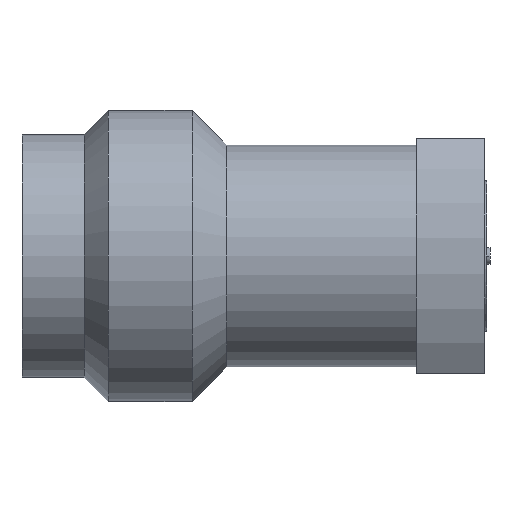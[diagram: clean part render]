
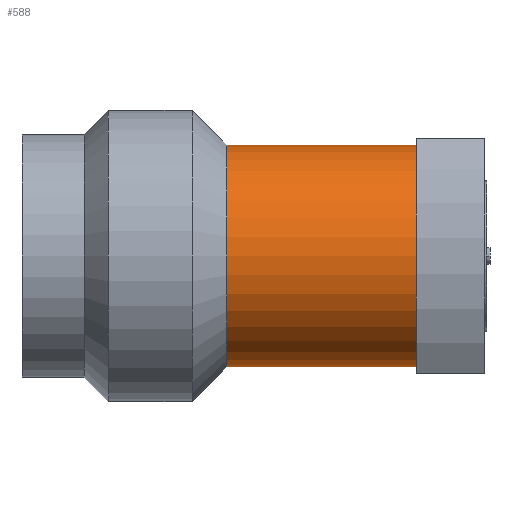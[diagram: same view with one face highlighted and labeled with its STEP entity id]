
A CAD part, front view. The second image highlights one B-rep face of the part: STEP entity #588.
In plain terms, the highlighted cylindrical face has radius 2.667 mm (diameter 5.334 mm), a partial arc.
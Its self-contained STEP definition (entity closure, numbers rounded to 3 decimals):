
#32 = CARTESIAN_POINT ( 'NONE',  ( 9.474, 0., -2.667 ) ) ;
#49 = CARTESIAN_POINT ( 'NONE',  ( 4.928, 0., 0. ) ) ;
#154 = CARTESIAN_POINT ( 'NONE',  ( 9.474, 0., 2.667 ) ) ;
#166 = DIRECTION ( 'NONE',  ( 0., 0., 1. ) ) ;
#180 = LINE ( 'NONE', #183, #1281 ) ;
#183 = CARTESIAN_POINT ( 'NONE',  ( 0., 0., 2.667 ) ) ;
#208 = EDGE_CURVE ( 'NONE', #1191, #585, #1366, .T. ) ;
#221 = ORIENTED_EDGE ( 'NONE', *, *, #208, .F. ) ;
#287 = CIRCLE ( 'NONE', #820, 2.667 ) ;
#307 = EDGE_LOOP ( 'NONE', ( #221, #1335, #865, #1037 ) ) ;
#316 = VERTEX_POINT ( 'NONE', #614 ) ;
#336 = EDGE_CURVE ( 'NONE', #1191, #846, #287, .T. ) ;
#345 = AXIS2_PLACEMENT_3D ( 'NONE', #49, #848, #166 ) ;
#422 = CARTESIAN_POINT ( 'NONE',  ( 0., 0., -2.667 ) ) ;
#434 = DIRECTION ( 'NONE',  ( -1., 0., 0. ) ) ;
#464 = CARTESIAN_POINT ( 'NONE',  ( 4.928, 0., -2.667 ) ) ;
#585 = VERTEX_POINT ( 'NONE', #464 ) ;
#588 = ADVANCED_FACE ( 'NONE', ( #883 ), #1278, .T. ) ;
#614 = CARTESIAN_POINT ( 'NONE',  ( 4.928, 0., 2.667 ) ) ;
#648 = DIRECTION ( 'NONE',  ( -1., 0., 0. ) ) ;
#820 = AXIS2_PLACEMENT_3D ( 'NONE', #821, #825, #839 ) ;
#821 = CARTESIAN_POINT ( 'NONE',  ( 9.474, 0., 0. ) ) ;
#825 = DIRECTION ( 'NONE',  ( -1., 0., 0. ) ) ;
#838 = VECTOR ( 'NONE', #434, 1000. ) ;
#839 = DIRECTION ( 'NONE',  ( 0., 0., 1. ) ) ;
#846 = VERTEX_POINT ( 'NONE', #154 ) ;
#848 = DIRECTION ( 'NONE',  ( -1., 0., 0. ) ) ;
#865 = ORIENTED_EDGE ( 'NONE', *, *, #1345, .T. ) ;
#883 = FACE_OUTER_BOUND ( 'NONE', #307, .T. ) ;
#1027 = CIRCLE ( 'NONE', #345, 2.667 ) ;
#1037 = ORIENTED_EDGE ( 'NONE', *, *, #1236, .F. ) ;
#1191 = VERTEX_POINT ( 'NONE', #32 ) ;
#1236 = EDGE_CURVE ( 'NONE', #585, #316, #1027, .T. ) ;
#1250 = DIRECTION ( 'NONE',  ( 0., 0., 1. ) ) ;
#1253 = DIRECTION ( 'NONE',  ( -1., 0., 0. ) ) ;
#1278 = CYLINDRICAL_SURFACE ( 'NONE', #1302, 2.667 ) ;
#1281 = VECTOR ( 'NONE', #1253, 1000. ) ;
#1302 = AXIS2_PLACEMENT_3D ( 'NONE', #1375, #648, #1250 ) ;
#1335 = ORIENTED_EDGE ( 'NONE', *, *, #336, .T. ) ;
#1345 = EDGE_CURVE ( 'NONE', #846, #316, #180, .T. ) ;
#1366 = LINE ( 'NONE', #422, #838 ) ;
#1375 = CARTESIAN_POINT ( 'NONE',  ( 0., 0., 0. ) ) ;
